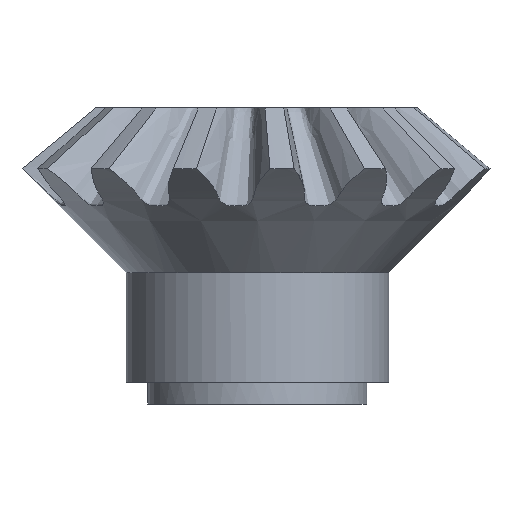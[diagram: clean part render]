
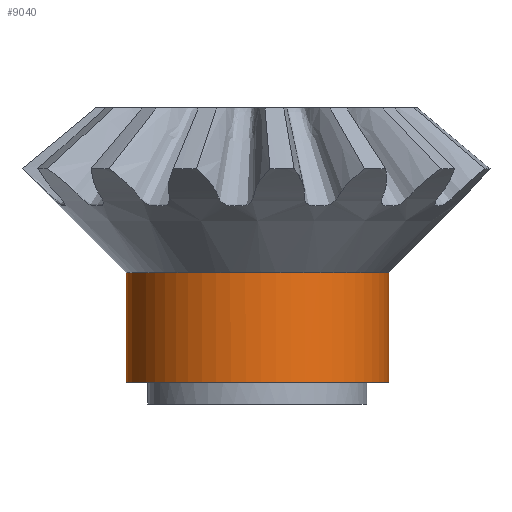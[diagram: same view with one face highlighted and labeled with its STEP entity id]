
A CAD part, front view. The second image highlights one B-rep face of the part: STEP entity #9040.
In plain terms, the highlighted cylindrical face has radius 9.525 mm (diameter 19.05 mm), a partial arc.
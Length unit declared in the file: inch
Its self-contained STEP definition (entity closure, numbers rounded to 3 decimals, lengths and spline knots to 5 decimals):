
#156 = CARTESIAN_POINT ( 'NONE',  ( 0.375, -0.04909, -1.18746 ) ) ;
#204 = CARTESIAN_POINT ( 'NONE',  ( -0.3277, -0.18887, -0.87497 ) ) ;
#253 = CARTESIAN_POINT ( 'NONE',  ( -0.37503, -0.04909, -0.87497 ) ) ;
#682 = CARTESIAN_POINT ( 'NONE',  ( 0.37502, 0., -0.87496 ) ) ;
#919 = CARTESIAN_POINT ( 'NONE',  ( -0.18886, -0.32767, -1.18746 ) ) ;
#1013 = CARTESIAN_POINT ( 'NONE',  ( 0.36524, -0.09816, -1.18746 ) ) ;
#1014 = CARTESIAN_POINT ( 'NONE',  ( 0.23047, -0.2999, -0.87497 ) ) ;
#1133 = EDGE_LOOP ( 'NONE', ( #5964, #4071, #7623, #9126 ) ) ;
#1505 = VECTOR ( 'NONE', #9038, 39.37008 ) ;
#1613 = CARTESIAN_POINT ( 'NONE',  ( -0.23046, -0.29988, -1.18746 ) ) ;
#1666 = CARTESIAN_POINT ( 'NONE',  ( 0.18887, -0.3277, -0.87497 ) ) ;
#1710 = CARTESIAN_POINT ( 'NONE',  ( 0.04909, -0.37503, -0.87497 ) ) ;
#2143 = EDGE_CURVE ( 'NONE', #9175, #7766, #9692, .T. ) ;
#2186 = CYLINDRICAL_SURFACE ( 'NONE', #5326, 0.375 ) ;
#2351 = CARTESIAN_POINT ( 'NONE',  ( 0.09816, -0.36527, -0.87497 ) ) ;
#2452 = EDGE_CURVE ( 'NONE', #7766, #2825, #5508, .T. ) ;
#2454 = CARTESIAN_POINT ( 'NONE',  ( -0.375, 0., -1.18746 ) ) ;
#2501 = CARTESIAN_POINT ( 'NONE',  ( 0.32767, -0.18886, -1.18746 ) ) ;
#2825 = VERTEX_POINT ( 'NONE', #682 ) ;
#2844 = CARTESIAN_POINT ( 'NONE',  ( 0.375, 0., -1.18746 ) ) ;
#3208 = CARTESIAN_POINT ( 'NONE',  ( -0.23047, -0.2999, -0.87497 ) ) ;
#3406 = LINE ( 'NONE', #8235, #1505 ) ;
#3818 = CARTESIAN_POINT ( 'NONE',  ( 0.375, 0., 0. ) ) ;
#3925 = DIRECTION ( 'NONE',  ( 0., 0., 1. ) ) ;
#4053 = CARTESIAN_POINT ( 'NONE',  ( 0.3277, -0.18887, -0.87497 ) ) ;
#4071 = ORIENTED_EDGE ( 'NONE', *, *, #2143, .T. ) ;
#4598 = CARTESIAN_POINT ( 'NONE',  ( -0.09816, -0.36524, -1.18746 ) ) ;
#4700 = CARTESIAN_POINT ( 'NONE',  ( -0.37502, 0., -0.87496 ) ) ;
#4749 = CARTESIAN_POINT ( 'NONE',  ( -0.32767, -0.18886, -1.18746 ) ) ;
#4798 = CARTESIAN_POINT ( 'NONE',  ( 0.23046, -0.29988, -1.18746 ) ) ;
#5198 = EDGE_CURVE ( 'NONE', #9175, #7170, #3406, .T. ) ;
#5229 = CARTESIAN_POINT ( 'NONE',  ( 0., 0., 0. ) ) ;
#5326 = AXIS2_PLACEMENT_3D ( 'NONE', #5229, #8893, #6578 ) ;
#5347 = CARTESIAN_POINT ( 'NONE',  ( -0.36527, -0.09816, -0.87497 ) ) ;
#5445 = CARTESIAN_POINT ( 'NONE',  ( 0.04909, -0.375, -1.18746 ) ) ;
#5483 = CARTESIAN_POINT ( 'NONE',  ( -0.37502, 0., -0.87496 ) ) ;
#5495 = CARTESIAN_POINT ( 'NONE',  ( -0.04909, -0.37503, -0.87497 ) ) ;
#5508 = LINE ( 'NONE', #3818, #7079 ) ;
#5964 = ORIENTED_EDGE ( 'NONE', *, *, #5198, .F. ) ;
#6295 = CARTESIAN_POINT ( 'NONE',  ( 0.29988, -0.23046, -1.18746 ) ) ;
#6296 = CARTESIAN_POINT ( 'NONE',  ( 0.2999, -0.23047, -0.87497 ) ) ;
#6340 = CARTESIAN_POINT ( 'NONE',  ( 0.37503, -0.04909, -0.87497 ) ) ;
#6412 = EDGE_CURVE ( 'NONE', #7170, #2825, #8147, .T. ) ;
#6578 = DIRECTION ( 'NONE',  ( 1., 0., 0. ) ) ;
#6729 = FACE_OUTER_BOUND ( 'NONE', #1133, .T. ) ;
#7000 = CARTESIAN_POINT ( 'NONE',  ( 0.375, 0., -1.18746 ) ) ;
#7079 = VECTOR ( 'NONE', #3925, 39.37008 ) ;
#7170 = VERTEX_POINT ( 'NONE', #5483 ) ;
#7623 = ORIENTED_EDGE ( 'NONE', *, *, #2452, .T. ) ;
#7648 = CARTESIAN_POINT ( 'NONE',  ( 0.18886, -0.32767, -1.18746 ) ) ;
#7766 = VERTEX_POINT ( 'NONE', #2844 ) ;
#7795 = CARTESIAN_POINT ( 'NONE',  ( -0.29988, -0.23046, -1.18746 ) ) ;
#7844 = CARTESIAN_POINT ( 'NONE',  ( -0.375, -0.04909, -1.18746 ) ) ;
#8134 = CARTESIAN_POINT ( 'NONE',  ( -0.375, 0., -1.18746 ) ) ;
#8147 = B_SPLINE_CURVE_WITH_KNOTS ( 'NONE', 3,
 ( #4700, #253, #5347, #204, #8559, #3208, #8608, #9393, #5495, #1710, #2351, #1666, #1014, #6296, #4053, #9304, #6340, #8405 ),
 .UNSPECIFIED., .F., .F.,
 ( 4, 2, 2, 2, 2, 2, 2, 2, 4 ),
 ( 0., 0.125, 0.25, 0.375, 0.5, 0.625, 0.75, 0.875, 1. ),
 .UNSPECIFIED. ) ;
#8235 = CARTESIAN_POINT ( 'NONE',  ( -0.375, 0., 0. ) ) ;
#8405 = CARTESIAN_POINT ( 'NONE',  ( 0.37502, 0., -0.87496 ) ) ;
#8559 = CARTESIAN_POINT ( 'NONE',  ( -0.2999, -0.23047, -0.87497 ) ) ;
#8607 = CARTESIAN_POINT ( 'NONE',  ( 0.09816, -0.36524, -1.18746 ) ) ;
#8608 = CARTESIAN_POINT ( 'NONE',  ( -0.18887, -0.3277, -0.87497 ) ) ;
#8655 = CARTESIAN_POINT ( 'NONE',  ( -0.36524, -0.09816, -1.18746 ) ) ;
#8893 = DIRECTION ( 'NONE',  ( 0., 0., 1. ) ) ;
#9038 = DIRECTION ( 'NONE',  ( 0., 0., 1. ) ) ;
#9040 = ADVANCED_FACE ( 'NONE', ( #6729 ), #2186, .T. ) ;
#9126 = ORIENTED_EDGE ( 'NONE', *, *, #6412, .F. ) ;
#9175 = VERTEX_POINT ( 'NONE', #8134 ) ;
#9304 = CARTESIAN_POINT ( 'NONE',  ( 0.36527, -0.09816, -0.87497 ) ) ;
#9349 = CARTESIAN_POINT ( 'NONE',  ( -0.04909, -0.375, -1.18746 ) ) ;
#9393 = CARTESIAN_POINT ( 'NONE',  ( -0.09816, -0.36527, -0.87497 ) ) ;
#9692 = B_SPLINE_CURVE_WITH_KNOTS ( 'NONE', 3,
 ( #2454, #7844, #8655, #4749, #7795, #1613, #919, #4598, #9349, #5445, #8607, #7648, #4798, #6295, #2501, #1013, #156, #7000 ),
 .UNSPECIFIED., .F., .F.,
 ( 4, 2, 2, 2, 2, 2, 2, 2, 4 ),
 ( 0., 0.125, 0.25, 0.375, 0.5, 0.625, 0.75, 0.875, 1. ),
 .UNSPECIFIED. ) ;
